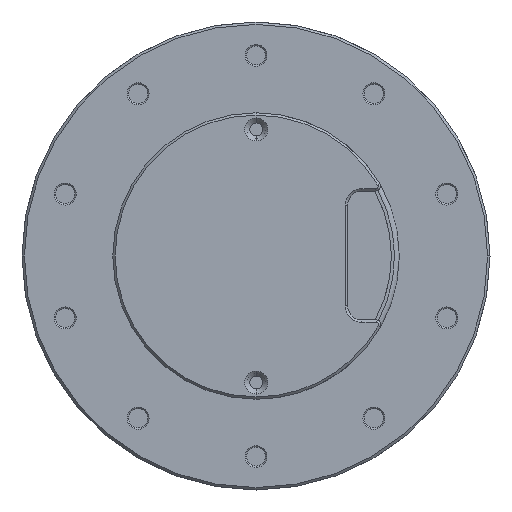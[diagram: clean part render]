
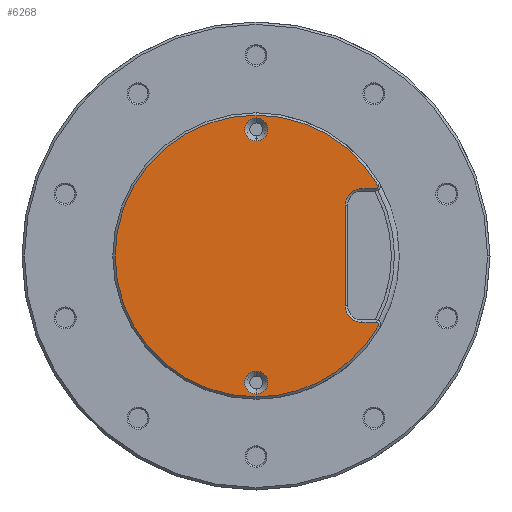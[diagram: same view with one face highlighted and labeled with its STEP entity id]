
A CAD part, left-side view. The second image highlights one B-rep face of the part: STEP entity #6268.
In plain terms, the highlighted planar face has unit normal (-1, 0, 0).
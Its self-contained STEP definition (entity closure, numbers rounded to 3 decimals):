
#98 = DIRECTION ( 'NONE',  ( 0., 0., 1. ) ) ;
#103 = CARTESIAN_POINT ( 'NONE',  ( 573.559, 270.76, -26.499 ) ) ;
#171 = VERTEX_POINT ( 'NONE', #1244 ) ;
#458 = DIRECTION ( 'NONE',  ( 1., 0., 0. ) ) ;
#499 = CIRCLE ( 'NONE', #4468, 2.4 ) ;
#726 = EDGE_CURVE ( 'NONE', #9088, #1895, #7129, .T. ) ;
#808 = CARTESIAN_POINT ( 'NONE',  ( 573.559, 270.76, -26.499 ) ) ;
#841 = DIRECTION ( 'NONE',  ( 0., 0., -1. ) ) ;
#909 = CIRCLE ( 'NONE', #7083, 2.4 ) ;
#1078 = DIRECTION ( 'NONE',  ( 1., 0., 0. ) ) ;
#1106 = VERTEX_POINT ( 'NONE', #1625 ) ;
#1110 = EDGE_CURVE ( 'NONE', #4449, #1106, #909, .T. ) ;
#1244 = CARTESIAN_POINT ( 'NONE',  ( 573.559, 245.207, -14.647 ) ) ;
#1246 = DIRECTION ( 'NONE',  ( -1., 0., 0. ) ) ;
#1497 = VERTEX_POINT ( 'NONE', #5075 ) ;
#1518 = CARTESIAN_POINT ( 'NONE',  ( 573.559, 245.326, 14.853 ) ) ;
#1605 = ORIENTED_EDGE ( 'NONE', *, *, #7093, .F. ) ;
#1625 = CARTESIAN_POINT ( 'NONE',  ( 573.559, 270.76, -28.899 ) ) ;
#1780 = EDGE_CURVE ( 'NONE', #6315, #3442, #6570, .T. ) ;
#1895 = VERTEX_POINT ( 'NONE', #5944 ) ;
#1926 = DIRECTION ( 'NONE',  ( -1., 0., 0. ) ) ;
#2020 = VERTEX_POINT ( 'NONE', #1518 ) ;
#2027 = VERTEX_POINT ( 'NONE', #4783 ) ;
#2109 = AXIS2_PLACEMENT_3D ( 'NONE', #3739, #2741, #10137 ) ;
#2226 = CIRCLE ( 'NONE', #4370, 2.4 ) ;
#2231 = CIRCLE ( 'NONE', #4045, 29.5 ) ;
#2436 = CARTESIAN_POINT ( 'NONE',  ( 573.559, 245.641, -13.899 ) ) ;
#2450 = ORIENTED_EDGE ( 'NONE', *, *, #6361, .F. ) ;
#2648 = CARTESIAN_POINT ( 'NONE',  ( 573.559, 270.76, 14.101 ) ) ;
#2741 = DIRECTION ( 'NONE',  ( 1., 0., 0. ) ) ;
#2887 = VECTOR ( 'NONE', #9906, 1000. ) ;
#2912 = EDGE_LOOP ( 'NONE', ( #8413, #6561 ) ) ;
#2964 = PLANE ( 'NONE',  #4280 ) ;
#3187 = EDGE_CURVE ( 'NONE', #1497, #2027, #2226, .T. ) ;
#3209 = CARTESIAN_POINT ( 'NONE',  ( 573.559, 270.814, 0. ) ) ;
#3248 = AXIS2_PLACEMENT_3D ( 'NONE', #4388, #458, #7486 ) ;
#3407 = EDGE_LOOP ( 'NONE', ( #8986, #6185 ) ) ;
#3429 = CIRCLE ( 'NONE', #2109, 0.5 ) ;
#3442 = VERTEX_POINT ( 'NONE', #7619 ) ;
#3623 = ORIENTED_EDGE ( 'NONE', *, *, #726, .F. ) ;
#3656 = VERTEX_POINT ( 'NONE', #2436 ) ;
#3695 = ORIENTED_EDGE ( 'NONE', *, *, #1780, .F. ) ;
#3739 = CARTESIAN_POINT ( 'NONE',  ( 573.559, 245.641, -14.399 ) ) ;
#3788 = EDGE_CURVE ( 'NONE', #7864, #2020, #8397, .T. ) ;
#3878 = AXIS2_PLACEMENT_3D ( 'NONE', #9067, #1078, #4243 ) ;
#3953 = EDGE_CURVE ( 'NONE', #2027, #1497, #9564, .T. ) ;
#3956 = CARTESIAN_POINT ( 'NONE',  ( 573.559, 270.76, 0.001 ) ) ;
#3960 = ORIENTED_EDGE ( 'NONE', *, *, #7741, .F. ) ;
#4009 = DIRECTION ( 'NONE',  ( 0., 0., 1. ) ) ;
#4045 = AXIS2_PLACEMENT_3D ( 'NONE', #3209, #7942, #6996 ) ;
#4065 = EDGE_LOOP ( 'NONE', ( #6999, #10258, #2450, #7854, #10314, #1605, #3623, #5482, #3960, #3695 ) ) ;
#4243 = DIRECTION ( 'NONE',  ( 0., 0., -1. ) ) ;
#4280 = AXIS2_PLACEMENT_3D ( 'NONE', #3956, #5580, #10253 ) ;
#4370 = AXIS2_PLACEMENT_3D ( 'NONE', #5207, #1926, #5159 ) ;
#4388 = CARTESIAN_POINT ( 'NONE',  ( 573.559, 245.758, 14.601 ) ) ;
#4415 = DIRECTION ( 'NONE',  ( 0., 0., 1. ) ) ;
#4433 = CARTESIAN_POINT ( 'NONE',  ( 573.559, 252.13, 10.601 ) ) ;
#4449 = VERTEX_POINT ( 'NONE', #7873 ) ;
#4468 = AXIS2_PLACEMENT_3D ( 'NONE', #103, #8863, #6494 ) ;
#4505 = DIRECTION ( 'NONE',  ( -1., 0., 0. ) ) ;
#4512 = CARTESIAN_POINT ( 'NONE',  ( 573.559, 252.13, -10.399 ) ) ;
#4523 = CARTESIAN_POINT ( 'NONE',  ( 573.559, 248.63, 10.601 ) ) ;
#4546 = CIRCLE ( 'NONE', #9395, 3.5 ) ;
#4739 = CARTESIAN_POINT ( 'NONE',  ( 573.559, 270.814, 0. ) ) ;
#4783 = CARTESIAN_POINT ( 'NONE',  ( 573.559, 270.76, 24.101 ) ) ;
#4912 = CIRCLE ( 'NONE', #3248, 0.5 ) ;
#4998 = DIRECTION ( 'NONE',  ( 0., 1., 0. ) ) ;
#5075 = CARTESIAN_POINT ( 'NONE',  ( 573.559, 270.76, 28.901 ) ) ;
#5159 = DIRECTION ( 'NONE',  ( 0., 0., 1. ) ) ;
#5207 = CARTESIAN_POINT ( 'NONE',  ( 573.559, 270.76, 26.501 ) ) ;
#5209 = FACE_BOUND ( 'NONE', #2912, .T. ) ;
#5320 = FACE_BOUND ( 'NONE', #3407, .T. ) ;
#5333 = VERTEX_POINT ( 'NONE', #4433 ) ;
#5360 = CARTESIAN_POINT ( 'NONE',  ( 573.559, 270.814, 29.5 ) ) ;
#5433 = DIRECTION ( 'NONE',  ( 0., 0., -1. ) ) ;
#5479 = CARTESIAN_POINT ( 'NONE',  ( 573.559, 245.758, 14.101 ) ) ;
#5482 = ORIENTED_EDGE ( 'NONE', *, *, #8945, .F. ) ;
#5578 = CARTESIAN_POINT ( 'NONE',  ( 573.559, 252.13, 0.001 ) ) ;
#5580 = DIRECTION ( 'NONE',  ( 1., 0., 0. ) ) ;
#5669 = EDGE_CURVE ( 'NONE', #1106, #4449, #499, .T. ) ;
#5944 = CARTESIAN_POINT ( 'NONE',  ( 573.559, 248.63, -13.899 ) ) ;
#6183 = CARTESIAN_POINT ( 'NONE',  ( 573.559, 248.63, -10.399 ) ) ;
#6185 = ORIENTED_EDGE ( 'NONE', *, *, #3953, .F. ) ;
#6268 = ADVANCED_FACE ( 'NONE', ( #5320, #5209, #8529 ), #2964, .F. ) ;
#6315 = VERTEX_POINT ( 'NONE', #5479 ) ;
#6361 = EDGE_CURVE ( 'NONE', #9975, #7864, #9624, .T. ) ;
#6494 = DIRECTION ( 'NONE',  ( 0., 0., 1. ) ) ;
#6561 = ORIENTED_EDGE ( 'NONE', *, *, #5669, .F. ) ;
#6570 = LINE ( 'NONE', #2648, #9508 ) ;
#6654 = EDGE_CURVE ( 'NONE', #3656, #171, #3429, .T. ) ;
#6996 = DIRECTION ( 'NONE',  ( 0., 0., -1. ) ) ;
#6999 = ORIENTED_EDGE ( 'NONE', *, *, #9454, .F. ) ;
#7083 = AXIS2_PLACEMENT_3D ( 'NONE', #808, #7262, #4009 ) ;
#7093 = EDGE_CURVE ( 'NONE', #1895, #3656, #7722, .T. ) ;
#7129 = CIRCLE ( 'NONE', #9467, 3.5 ) ;
#7262 = DIRECTION ( 'NONE',  ( -1., 0., 0. ) ) ;
#7285 = DIRECTION ( 'NONE',  ( -1., 0., 0. ) ) ;
#7486 = DIRECTION ( 'NONE',  ( 0., 0., -1. ) ) ;
#7607 = CARTESIAN_POINT ( 'NONE',  ( 573.559, 270.76, -13.899 ) ) ;
#7619 = CARTESIAN_POINT ( 'NONE',  ( 573.559, 248.63, 14.101 ) ) ;
#7722 = LINE ( 'NONE', #7607, #2887 ) ;
#7741 = EDGE_CURVE ( 'NONE', #3442, #5333, #4546, .T. ) ;
#7854 = ORIENTED_EDGE ( 'NONE', *, *, #7931, .F. ) ;
#7864 = VERTEX_POINT ( 'NONE', #5360 ) ;
#7873 = CARTESIAN_POINT ( 'NONE',  ( 573.559, 270.76, -24.099 ) ) ;
#7931 = EDGE_CURVE ( 'NONE', #171, #9975, #2231, .T. ) ;
#7942 = DIRECTION ( 'NONE',  ( 1., 0., 0. ) ) ;
#7951 = DIRECTION ( 'NONE',  ( 1., 0., 0. ) ) ;
#7965 = AXIS2_PLACEMENT_3D ( 'NONE', #4739, #7951, #5433 ) ;
#7998 = LINE ( 'NONE', #5578, #9433 ) ;
#8397 = CIRCLE ( 'NONE', #3878, 29.5 ) ;
#8413 = ORIENTED_EDGE ( 'NONE', *, *, #1110, .F. ) ;
#8529 = FACE_OUTER_BOUND ( 'NONE', #4065, .T. ) ;
#8863 = DIRECTION ( 'NONE',  ( -1., 0., 0. ) ) ;
#8945 = EDGE_CURVE ( 'NONE', #5333, #9088, #7998, .T. ) ;
#8986 = ORIENTED_EDGE ( 'NONE', *, *, #3187, .F. ) ;
#9067 = CARTESIAN_POINT ( 'NONE',  ( 573.559, 270.814, 0. ) ) ;
#9088 = VERTEX_POINT ( 'NONE', #4512 ) ;
#9220 = AXIS2_PLACEMENT_3D ( 'NONE', #10072, #7285, #98 ) ;
#9359 = CARTESIAN_POINT ( 'NONE',  ( 573.559, 270.814, -29.5 ) ) ;
#9373 = DIRECTION ( 'NONE',  ( 0., 0., 1. ) ) ;
#9395 = AXIS2_PLACEMENT_3D ( 'NONE', #4523, #1246, #4415 ) ;
#9433 = VECTOR ( 'NONE', #841, 1000. ) ;
#9454 = EDGE_CURVE ( 'NONE', #2020, #6315, #4912, .T. ) ;
#9467 = AXIS2_PLACEMENT_3D ( 'NONE', #6183, #4505, #9373 ) ;
#9508 = VECTOR ( 'NONE', #4998, 1000. ) ;
#9564 = CIRCLE ( 'NONE', #9220, 2.4 ) ;
#9624 = CIRCLE ( 'NONE', #7965, 29.5 ) ;
#9906 = DIRECTION ( 'NONE',  ( 0., -1., 0. ) ) ;
#9975 = VERTEX_POINT ( 'NONE', #9359 ) ;
#10072 = CARTESIAN_POINT ( 'NONE',  ( 573.559, 270.76, 26.501 ) ) ;
#10137 = DIRECTION ( 'NONE',  ( 0., 0., -1. ) ) ;
#10253 = DIRECTION ( 'NONE',  ( 0., 0., -1. ) ) ;
#10258 = ORIENTED_EDGE ( 'NONE', *, *, #3788, .F. ) ;
#10314 = ORIENTED_EDGE ( 'NONE', *, *, #6654, .F. ) ;
